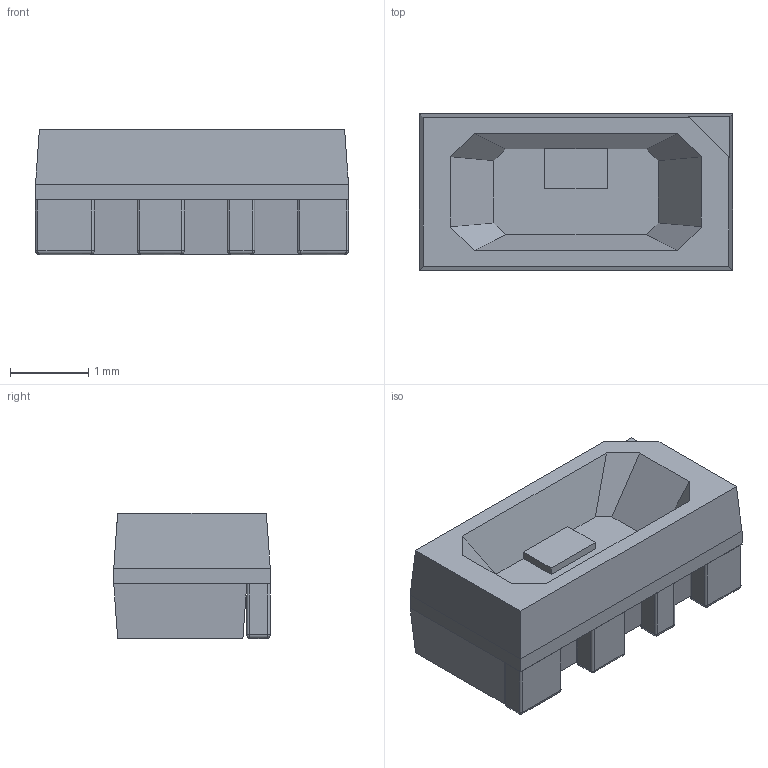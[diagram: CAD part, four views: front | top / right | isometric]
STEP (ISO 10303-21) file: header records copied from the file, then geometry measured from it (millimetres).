
FILE_DESCRIPTION(/* description */ (''),/* implementation_level */ '2;1');
FILE_NAME(/* name */ 'sk6812side v0 v1.step',/* time_stamp */ '2024-10-01T07:17:37+01:00',/* author */ (''),/* organization */ (''),/* preprocessor_version */ 'ST-DEVELOPER v20',/* originating_system */ 'Autodesk Translation Framework v13.20.0.188',/* authorisation */ '');
FILE_SCHEMA (('AUTOMOTIVE_DESIGN { 1 0 10303 214 3 1 1 }'));
Length unit declared in the file: millimetre
Products named in the file (1): sk6812side
Bounding box: 4 x 2 x 1.6 mm (x, y, z)
Volume: 9.7 mm3; surface area: 43.1 mm2
Topology: 5 solids, 5 shells, 103 faces, 234 edges, 126 vertices
Faces by surface type: plane 55, cylinder 32, bspline 16
Entity records: 2999 total; most frequent: CARTESIAN_POINT 752, DIRECTION 458, ORIENTED_EDGE 436, EDGE_CURVE 218, LINE 154, VECTOR 154, AXIS2_PLACEMENT_3D 152, VERTEX_POINT 126
